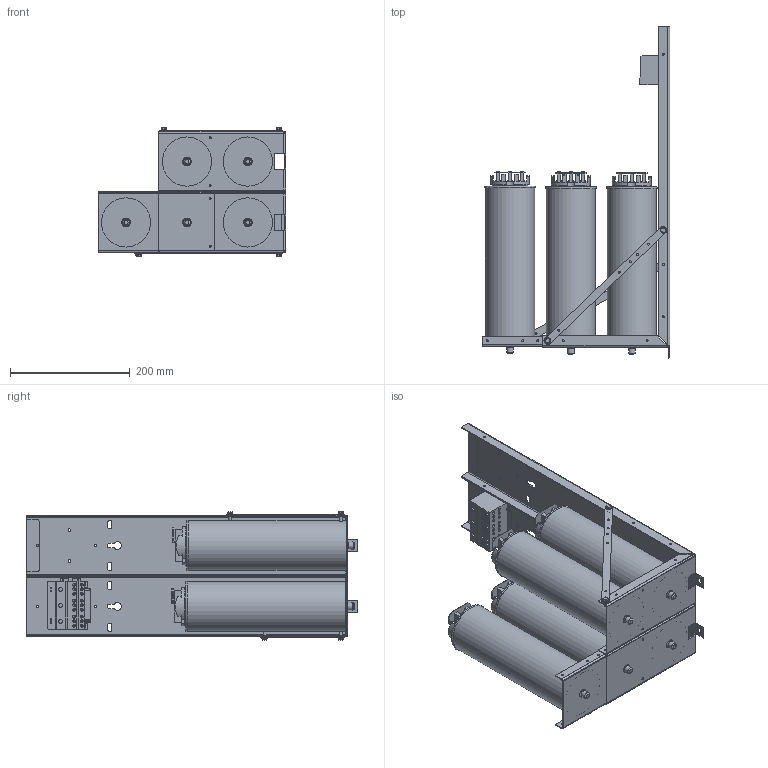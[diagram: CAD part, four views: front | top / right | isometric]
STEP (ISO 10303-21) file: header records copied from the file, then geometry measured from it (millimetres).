
FILE_DESCRIPTION(/* description */ (''),/* implementation_level */ '2;1');
FILE_NAME(/* name */ 'KPCUL075C63.stp',/* time_stamp */ '2020-03-27T14:28:52-05:00',/* author */ ('jnelson'),/* organization */ (''),/* preprocessor_version */ 'ST-DEVELOPER v17',/* originating_system */ 'Autodesk Inventor 2019',/* authorisation */ '');
FILE_SCHEMA (('AUTOMOTIVE_DESIGN { 1 0 10303 214 3 1 1 }'));
Length unit declared in the file: inch
Products named in the file (12): KPCUL075C63; MASTER 600V  ASSEMBLY 5 CAPS HOLE TRAY ALTECH 38073 (27934); 27938; 27937; 2555; 27945; 23837; 27943; 27791-A; 25441; 27934; 28569
Assembly tree (22 placements, depth 3):
  KPCUL075C63
    MASTER 600V  ASSEMBLY 5 CAPS HOLE TRAY ALTECH 38073 (27934)
      27943  x2
      27791-A  x2
      27938  x2
      27937
      2555  x2
      25441  x4
      27945
      23837
      27934
    28569  x5
Bounding box: 313.31 x 553.72 x 213.74 mm (x, y, z)
Volume: 7695557.7 mm3; surface area: 970503.7 mm2
Topology: 26 solids, 26 shells, 1360 faces, 3752 edges, 2452 vertices
Faces by surface type: plane 946, cylinder 366, bspline 24, torus 19, cone 5
Full cylindrical faces by diameter (mm): 3.251 x28, 3.556 x22, 3.683 x2, 4.572 x36, 4.597 x4, 4.724 x2, 4.801 x8, 5.08 x18, 6.35 x10, 6.604 x3, 8.128 x5, 10.922 x5, 11.176 x3, 12.7 x2, 14.224 x6, 59.69 x5, 80.33 x5, 82.042 x5
Entity records: 23812 total; most frequent: CARTESIAN_POINT 7330, ORIENTED_EDGE 3386, DIRECTION 3132, EDGE_CURVE 1693, VERTEX_POINT 1124, AXIS2_PLACEMENT_3D 1078, LINE 976, VECTOR 976
